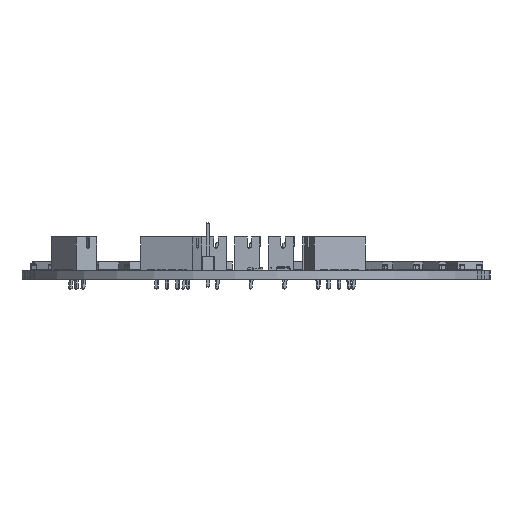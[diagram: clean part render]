
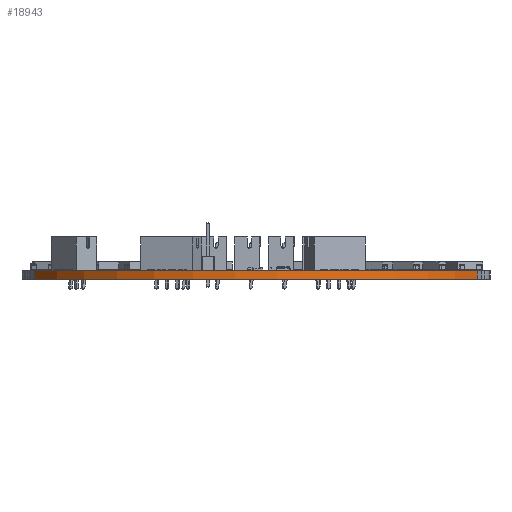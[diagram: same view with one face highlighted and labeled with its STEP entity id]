
A CAD part, front view. The second image highlights one B-rep face of the part: STEP entity #18943.
In plain terms, the highlighted cylindrical face has radius 44.544 mm (diameter 89.088 mm), a partial arc.
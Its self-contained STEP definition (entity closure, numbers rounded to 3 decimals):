
#104=CYLINDRICAL_SURFACE('',#20340,44.544);
#318=CIRCLE('',#20183,44.544);
#390=CIRCLE('',#20256,44.544);
#1719=FACE_OUTER_BOUND('',#2831,.T.);
#2831=EDGE_LOOP('',(#16155,#16156,#16157,#16158));
#5036=LINE('',#30203,#7242);
#5038=LINE('',#30207,#7244);
#7242=VECTOR('',#24964,1.);
#7244=VECTOR('',#24970,1.);
#8776=VERTEX_POINT('',#29849);
#8777=VERTEX_POINT('',#29851);
#8857=VERTEX_POINT('',#30013);
#8858=VERTEX_POINT('',#30015);
#11190=EDGE_CURVE('',#8776,#8777,#318,.T.);
#11272=EDGE_CURVE('',#8858,#8857,#390,.T.);
#11366=EDGE_CURVE('',#8777,#8857,#5036,.T.);
#11368=EDGE_CURVE('',#8776,#8858,#5038,.T.);
#16155=ORIENTED_EDGE('',*,*,#11368,.T.);
#16156=ORIENTED_EDGE('',*,*,#11272,.T.);
#16157=ORIENTED_EDGE('',*,*,#11366,.F.);
#16158=ORIENTED_EDGE('',*,*,#11190,.F.);
#18943=ADVANCED_FACE('',(#1719),#104,.T.);
#20183=AXIS2_PLACEMENT_3D('',#29852,#24616,#24617);
#20256=AXIS2_PLACEMENT_3D('',#30016,#24772,#24773);
#20340=AXIS2_PLACEMENT_3D('',#30206,#24968,#24969);
#24616=DIRECTION('center_axis',(0.,0.,-1.));
#24617=DIRECTION('ref_axis',(0.893,-0.449,0.));
#24772=DIRECTION('center_axis',(0.,0.,-1.));
#24773=DIRECTION('ref_axis',(0.893,-0.449,0.));
#24964=DIRECTION('',(0.,0.,1.));
#24968=DIRECTION('center_axis',(0.,0.,-1.));
#24969=DIRECTION('ref_axis',(0.893,-0.449,0.));
#24970=DIRECTION('',(0.,0.,1.));
#29849=CARTESIAN_POINT('',(173.384,-114.736,0.));
#29851=CARTESIAN_POINT('',(93.799,-114.736,0.));
#29852=CARTESIAN_POINT('Origin',(133.592,-94.717,0.));
#30013=CARTESIAN_POINT('',(93.799,-114.736,1.6));
#30015=CARTESIAN_POINT('',(173.384,-114.736,1.6));
#30016=CARTESIAN_POINT('Origin',(133.592,-94.717,1.6));
#30203=CARTESIAN_POINT('',(93.799,-114.736,0.));
#30206=CARTESIAN_POINT('Origin',(133.592,-94.717,0.));
#30207=CARTESIAN_POINT('',(173.384,-114.736,0.));
